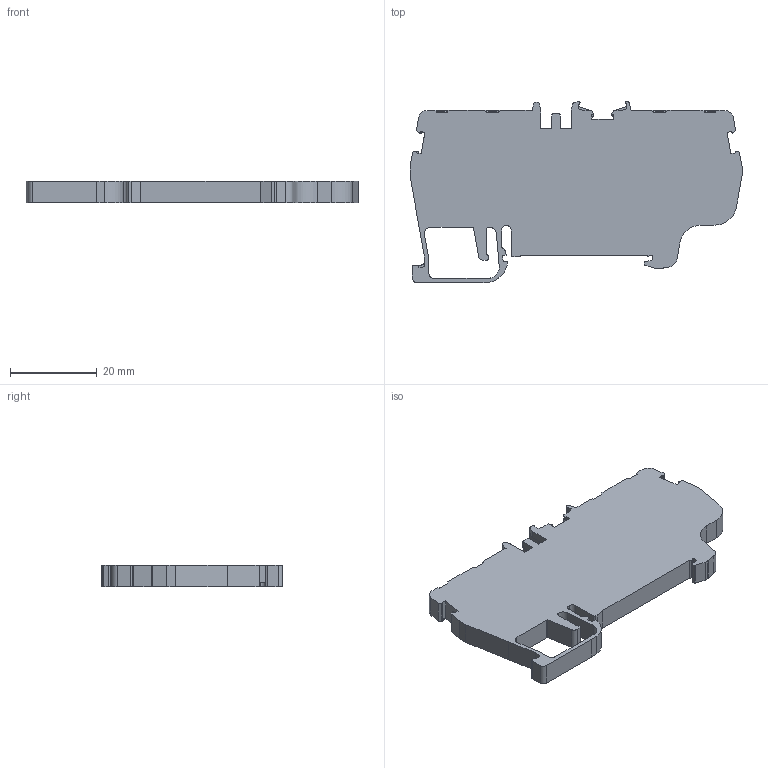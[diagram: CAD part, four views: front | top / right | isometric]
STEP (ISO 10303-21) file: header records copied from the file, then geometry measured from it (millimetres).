
FILE_DESCRIPTION (( 'STEP AP214' ), '1' );
FILE_NAME ('307380_PYK 2,5 C_Beige.STP', '2013-11-13T10:36:59', ( 'arge' ), ( 'Microsoft' ), 'SwSTEP 2.0', 'SolidWorks 2013', '' );
FILE_SCHEMA (( 'AUTOMOTIVE_DESIGN' ));
Length unit declared in the file: millimetre
Products named in the file (1): 307380_PYK 2,5 C_Beige
Bounding box: 76.4 x 41.69 x 5 mm (x, y, z)
Volume: 11370.3 mm3; surface area: 6404.8 mm2
Topology: 1 solids, 1 shells, 297 faces, 872 edges, 581 vertices
Faces by surface type: plane 182, cylinder 107, cone 8
Entity records: 9930 total; most frequent: CARTESIAN_POINT 1865, ORIENTED_EDGE 1744, DIRECTION 1645, EDGE_CURVE 872, VECTOR 619, LINE 619, VERTEX_POINT 581, AXIS2_PLACEMENT_3D 513
